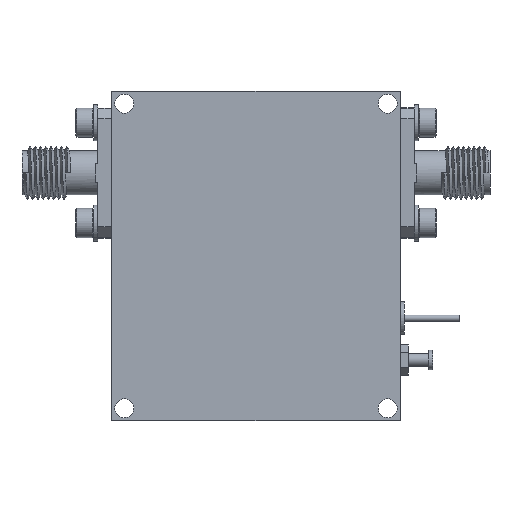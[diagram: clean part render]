
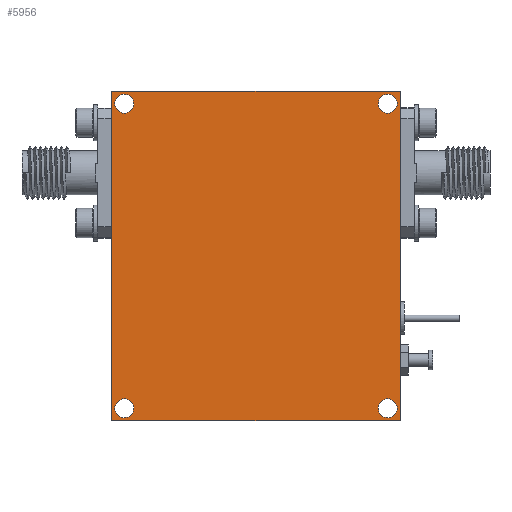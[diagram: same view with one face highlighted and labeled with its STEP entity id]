
A CAD part, front view. The second image highlights one B-rep face of the part: STEP entity #5956.
In plain terms, the highlighted planar face has unit normal (0, -1, 0).
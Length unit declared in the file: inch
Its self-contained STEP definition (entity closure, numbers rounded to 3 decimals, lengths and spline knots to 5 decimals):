
#20 = DIRECTION ( 'NONE',  ( 0., 0., -1. ) ) ;
#123 = AXIS2_PLACEMENT_3D ( 'NONE', #274, #3972, #1389 ) ;
#154 = CARTESIAN_POINT ( 'NONE',  ( -0.62992, 0., -0.77362 ) ) ;
#233 = LINE ( 'NONE', #4017, #1474 ) ;
#245 = EDGE_CURVE ( 'NONE', #2898, #2818, #5945, .T. ) ;
#274 = CARTESIAN_POINT ( 'NONE',  ( -0.62992, 0., -0.72835 ) ) ;
#309 = DIRECTION ( 'NONE',  ( 0., 0., -1. ) ) ;
#315 = DIRECTION ( 'NONE',  ( 0., 0., -1. ) ) ;
#435 = CIRCLE ( 'NONE', #4449, 0.04528 ) ;
#471 = LINE ( 'NONE', #560, #6922 ) ;
#560 = CARTESIAN_POINT ( 'NONE',  ( -0.68898, 0., -0.7875 ) ) ;
#582 = CARTESIAN_POINT ( 'NONE',  ( -0.62992, 0., -0.68307 ) ) ;
#638 = EDGE_CURVE ( 'NONE', #6571, #3504, #435, .T. ) ;
#642 = DIRECTION ( 'NONE',  ( 0., -1., 0. ) ) ;
#645 = CARTESIAN_POINT ( 'NONE',  ( 0.68898, 0., 0.7875 ) ) ;
#668 = VERTEX_POINT ( 'NONE', #4913 ) ;
#810 = CARTESIAN_POINT ( 'NONE',  ( -0.62992, 0., 0.72835 ) ) ;
#831 = DIRECTION ( 'NONE',  ( 0., -1., 0. ) ) ;
#978 = CARTESIAN_POINT ( 'NONE',  ( 0.62992, 0., 0.72835 ) ) ;
#1064 = DIRECTION ( 'NONE',  ( 0., 0., -1. ) ) ;
#1235 = EDGE_CURVE ( 'NONE', #2567, #3740, #1502, .T. ) ;
#1257 = ORIENTED_EDGE ( 'NONE', *, *, #245, .F. ) ;
#1342 = CARTESIAN_POINT ( 'NONE',  ( 0.68898, 0., -0.7875 ) ) ;
#1362 = LINE ( 'NONE', #645, #4425 ) ;
#1389 = DIRECTION ( 'NONE',  ( 0., 0., -1. ) ) ;
#1397 = AXIS2_PLACEMENT_3D ( 'NONE', #978, #1513, #2047 ) ;
#1435 = VERTEX_POINT ( 'NONE', #4105 ) ;
#1474 = VECTOR ( 'NONE', #3967, 39.37008 ) ;
#1502 = CIRCLE ( 'NONE', #3460, 0.04528 ) ;
#1513 = DIRECTION ( 'NONE',  ( 0., -1., 0. ) ) ;
#1600 = AXIS2_PLACEMENT_3D ( 'NONE', #4115, #831, #315 ) ;
#1688 = ORIENTED_EDGE ( 'NONE', *, *, #1235, .F. ) ;
#1757 = EDGE_LOOP ( 'NONE', ( #4332, #2647, #2146, #3819 ) ) ;
#1771 = EDGE_CURVE ( 'NONE', #668, #4602, #4828, .T. ) ;
#1808 = EDGE_LOOP ( 'NONE', ( #3601, #4775 ) ) ;
#1878 = EDGE_CURVE ( 'NONE', #2818, #2898, #5341, .T. ) ;
#1881 = DIRECTION ( 'NONE',  ( 0., -1., 0. ) ) ;
#1999 = AXIS2_PLACEMENT_3D ( 'NONE', #6432, #642, #20 ) ;
#2047 = DIRECTION ( 'NONE',  ( 0., 0., -1. ) ) ;
#2100 = CIRCLE ( 'NONE', #1999, 0.04528 ) ;
#2109 = ORIENTED_EDGE ( 'NONE', *, *, #5302, .F. ) ;
#2146 = ORIENTED_EDGE ( 'NONE', *, *, #1771, .F. ) ;
#2284 = CARTESIAN_POINT ( 'NONE',  ( 0.62992, 0., 0.68307 ) ) ;
#2373 = DIRECTION ( 'NONE',  ( 0., 0., 1. ) ) ;
#2416 = VERTEX_POINT ( 'NONE', #1342 ) ;
#2561 = CARTESIAN_POINT ( 'NONE',  ( -0.62992, 0., 0.77362 ) ) ;
#2567 = VERTEX_POINT ( 'NONE', #4718 ) ;
#2593 = DIRECTION ( 'NONE',  ( 0., 0., -1. ) ) ;
#2599 = FACE_BOUND ( 'NONE', #4355, .T. ) ;
#2647 = ORIENTED_EDGE ( 'NONE', *, *, #4872, .F. ) ;
#2684 = FACE_BOUND ( 'NONE', #1808, .T. ) ;
#2753 = CARTESIAN_POINT ( 'NONE',  ( 0.62992, 0., -0.72835 ) ) ;
#2775 = CARTESIAN_POINT ( 'NONE',  ( -0.62992, 0., 0.72835 ) ) ;
#2818 = VERTEX_POINT ( 'NONE', #582 ) ;
#2835 = ORIENTED_EDGE ( 'NONE', *, *, #3892, .F. ) ;
#2898 = VERTEX_POINT ( 'NONE', #154 ) ;
#2960 = AXIS2_PLACEMENT_3D ( 'NONE', #5814, #4241, #2593 ) ;
#3427 = FACE_BOUND ( 'NONE', #4074, .T. ) ;
#3460 = AXIS2_PLACEMENT_3D ( 'NONE', #810, #3516, #309 ) ;
#3504 = VERTEX_POINT ( 'NONE', #3690 ) ;
#3516 = DIRECTION ( 'NONE',  ( 0., -1., 0. ) ) ;
#3553 = CARTESIAN_POINT ( 'NONE',  ( 0.62992, 0., -0.77362 ) ) ;
#3601 = ORIENTED_EDGE ( 'NONE', *, *, #5038, .F. ) ;
#3690 = CARTESIAN_POINT ( 'NONE',  ( 0.62992, 0., -0.68307 ) ) ;
#3700 = CARTESIAN_POINT ( 'NONE',  ( 0.62992, 0., -0.72835 ) ) ;
#3740 = VERTEX_POINT ( 'NONE', #2561 ) ;
#3819 = ORIENTED_EDGE ( 'NONE', *, *, #5461, .F. ) ;
#3892 = EDGE_CURVE ( 'NONE', #3740, #2567, #6462, .T. ) ;
#3967 = DIRECTION ( 'NONE',  ( 1., 0., 0. ) ) ;
#3972 = DIRECTION ( 'NONE',  ( 0., -1., 0. ) ) ;
#4017 = CARTESIAN_POINT ( 'NONE',  ( -0.68898, 0., 0.7875 ) ) ;
#4021 = VERTEX_POINT ( 'NONE', #4803 ) ;
#4074 = EDGE_LOOP ( 'NONE', ( #2835, #1688 ) ) ;
#4105 = CARTESIAN_POINT ( 'NONE',  ( 0.68898, 0., 0.7875 ) ) ;
#4115 = CARTESIAN_POINT ( 'NONE',  ( 0., 0., 0. ) ) ;
#4150 = EDGE_CURVE ( 'NONE', #1435, #2416, #1362, .T. ) ;
#4241 = DIRECTION ( 'NONE',  ( 0., -1., 0. ) ) ;
#4243 = DIRECTION ( 'NONE',  ( 0., -1., 0. ) ) ;
#4332 = ORIENTED_EDGE ( 'NONE', *, *, #4150, .F. ) ;
#4355 = EDGE_LOOP ( 'NONE', ( #2109, #5519 ) ) ;
#4425 = VECTOR ( 'NONE', #1064, 39.37008 ) ;
#4449 = AXIS2_PLACEMENT_3D ( 'NONE', #2753, #6023, #5403 ) ;
#4599 = EDGE_CURVE ( 'NONE', #4695, #4021, #2100, .T. ) ;
#4602 = VERTEX_POINT ( 'NONE', #6518 ) ;
#4695 = VERTEX_POINT ( 'NONE', #2284 ) ;
#4718 = CARTESIAN_POINT ( 'NONE',  ( -0.62992, 0., 0.68307 ) ) ;
#4775 = ORIENTED_EDGE ( 'NONE', *, *, #638, .F. ) ;
#4803 = CARTESIAN_POINT ( 'NONE',  ( 0.62992, 0., 0.77362 ) ) ;
#4828 = LINE ( 'NONE', #6593, #5524 ) ;
#4872 = EDGE_CURVE ( 'NONE', #4602, #1435, #233, .T. ) ;
#4913 = CARTESIAN_POINT ( 'NONE',  ( -0.68898, 0., -0.7875 ) ) ;
#5000 = AXIS2_PLACEMENT_3D ( 'NONE', #3700, #4243, #5839 ) ;
#5038 = EDGE_CURVE ( 'NONE', #3504, #6571, #5818, .T. ) ;
#5117 = FACE_OUTER_BOUND ( 'NONE', #1757, .T. ) ;
#5302 = EDGE_CURVE ( 'NONE', #4021, #4695, #6498, .T. ) ;
#5341 = CIRCLE ( 'NONE', #123, 0.04528 ) ;
#5376 = DIRECTION ( 'NONE',  ( -1., 0., 0. ) ) ;
#5403 = DIRECTION ( 'NONE',  ( 0., 0., -1. ) ) ;
#5461 = EDGE_CURVE ( 'NONE', #2416, #668, #471, .T. ) ;
#5519 = ORIENTED_EDGE ( 'NONE', *, *, #4599, .F. ) ;
#5524 = VECTOR ( 'NONE', #2373, 39.37008 ) ;
#5790 = ORIENTED_EDGE ( 'NONE', *, *, #1878, .F. ) ;
#5814 = CARTESIAN_POINT ( 'NONE',  ( -0.62992, 0., -0.72835 ) ) ;
#5818 = CIRCLE ( 'NONE', #5000, 0.04528 ) ;
#5839 = DIRECTION ( 'NONE',  ( 0., 0., -1. ) ) ;
#5945 = CIRCLE ( 'NONE', #2960, 0.04528 ) ;
#5956 = ADVANCED_FACE ( 'NONE', ( #6555, #2684, #2599, #3427, #5117 ), #6188, .T. ) ;
#6023 = DIRECTION ( 'NONE',  ( 0., -1., 0. ) ) ;
#6188 = PLANE ( 'NONE',  #1600 ) ;
#6265 = EDGE_LOOP ( 'NONE', ( #5790, #1257 ) ) ;
#6432 = CARTESIAN_POINT ( 'NONE',  ( 0.62992, 0., 0.72835 ) ) ;
#6462 = CIRCLE ( 'NONE', #6775, 0.04528 ) ;
#6498 = CIRCLE ( 'NONE', #1397, 0.04528 ) ;
#6518 = CARTESIAN_POINT ( 'NONE',  ( -0.68898, 0., 0.7875 ) ) ;
#6555 = FACE_BOUND ( 'NONE', #6265, .T. ) ;
#6571 = VERTEX_POINT ( 'NONE', #3553 ) ;
#6575 = DIRECTION ( 'NONE',  ( 0., 0., -1. ) ) ;
#6593 = CARTESIAN_POINT ( 'NONE',  ( -0.68898, 0., 0.7875 ) ) ;
#6775 = AXIS2_PLACEMENT_3D ( 'NONE', #2775, #1881, #6575 ) ;
#6922 = VECTOR ( 'NONE', #5376, 39.37008 ) ;
